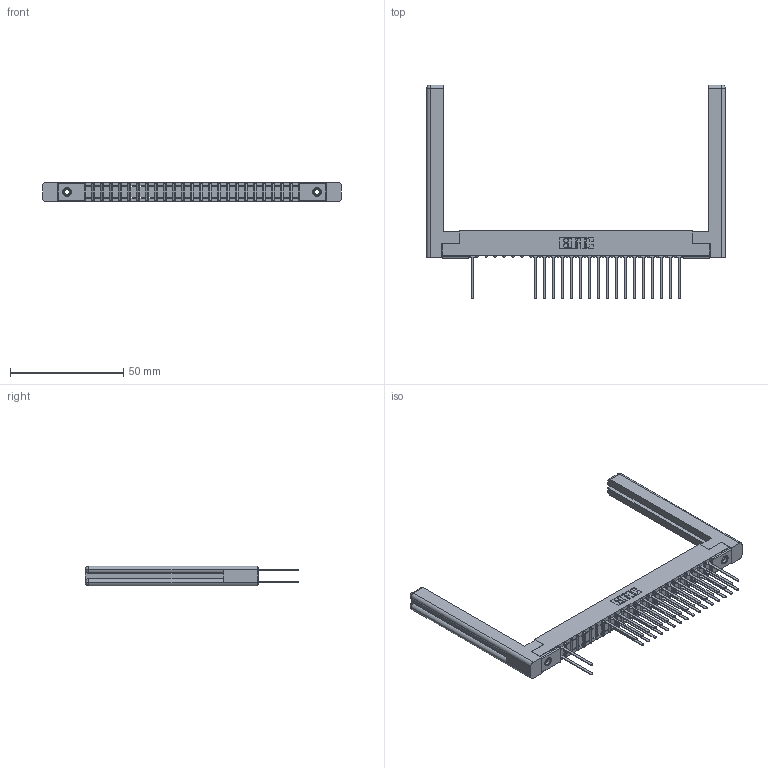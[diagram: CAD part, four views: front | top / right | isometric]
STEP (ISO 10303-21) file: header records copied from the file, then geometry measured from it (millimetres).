
FILE_DESCRIPTION (( 'STEP AP203' ), '1' );
FILE_NAME ('307-048-540-258.STEP', '2018-08-06T03:47:56', ( '' ), ( '' ), 'SwSTEP 2.0', 'SolidWorks 2016', '' );
FILE_SCHEMA (( 'CONFIG_CONTROL_DESIGN' ));
Length unit declared in the file: inch
Products named in the file (5): 307 Part_.156 Dia Mounting Holes; 307-290-001_540; 307-220-058; 345-250-001_345-250-001-102; 307-048-540-258
Assembly tree (40 placements, depth 2):
  307-048-540-258
    307 Part_.156 Dia Mounting Holes
    307-290-001_540  x35
    307-220-058  x2
    345-250-001_345-250-001-102  x2
Bounding box: 131.72 x 94.31 x 8.71 mm (x, y, z)
Volume: 16329.7 mm3; surface area: 20580.7 mm2
Topology: 40 solids, 40 shells, 2025 faces, 5643 edges, 3634 vertices
Faces by surface type: plane 1317, cylinder 634, sphere 50, torus 12, cone 12
Entity records: 25747 total; most frequent: CARTESIAN_POINT 4290, ORIENTED_EDGE 4204, DIRECTION 4154, EDGE_CURVE 2102, VECTOR 1602, LINE 1602, VERTEX_POINT 1358, AXIS2_PLACEMENT_3D 1276
